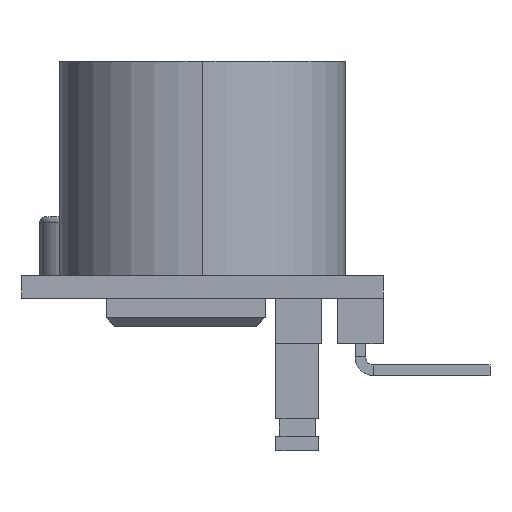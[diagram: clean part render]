
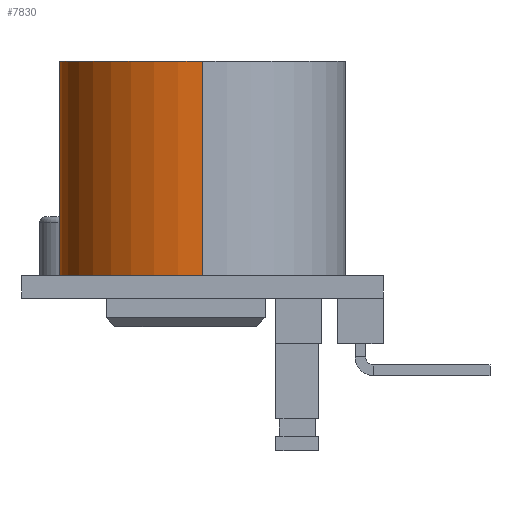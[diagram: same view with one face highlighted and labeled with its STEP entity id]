
A CAD part, left-side view. The second image highlights one B-rep face of the part: STEP entity #7830.
In plain terms, the highlighted cylindrical face has radius 8 mm (diameter 16 mm), a partial arc.
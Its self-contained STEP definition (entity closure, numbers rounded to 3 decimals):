
#942 = CYLINDRICAL_SURFACE ( 'NONE', #20812, 8. ) ;
#1088 = ORIENTED_EDGE ( 'NONE', *, *, #13113, .T. ) ;
#1649 = DIRECTION ( 'NONE',  ( 0., 0., 1. ) ) ;
#2914 = FACE_OUTER_BOUND ( 'NONE', #27033, .T. ) ;
#3544 = CIRCLE ( 'NONE', #5377, 8. ) ;
#3706 = ORIENTED_EDGE ( 'NONE', *, *, #14127, .F. ) ;
#3978 = AXIS2_PLACEMENT_3D ( 'NONE', #25158, #14047, #5667 ) ;
#3983 = LINE ( 'NONE', #17535, #20693 ) ;
#4831 = VERTEX_POINT ( 'NONE', #18429 ) ;
#5377 = AXIS2_PLACEMENT_3D ( 'NONE', #16937, #1649, #23769 ) ;
#5667 = DIRECTION ( 'NONE',  ( 1., 0., 0. ) ) ;
#7830 = ADVANCED_FACE ( 'NONE', ( #2914 ), #942, .T. ) ;
#9210 = ORIENTED_EDGE ( 'NONE', *, *, #23007, .F. ) ;
#10190 = ORIENTED_EDGE ( 'NONE', *, *, #26081, .T. ) ;
#10370 = CIRCLE ( 'NONE', #3978, 8. ) ;
#12326 = CARTESIAN_POINT ( 'NONE',  ( -11.5, 0., 12. ) ) ;
#12958 = CARTESIAN_POINT ( 'NONE',  ( -3.5, 0., 12. ) ) ;
#13113 = EDGE_CURVE ( 'NONE', #4831, #16616, #3544, .T. ) ;
#14047 = DIRECTION ( 'NONE',  ( 0., 0., 1. ) ) ;
#14127 = EDGE_CURVE ( 'NONE', #25443, #22036, #10370, .T. ) ;
#14465 = DIRECTION ( 'NONE',  ( -1., 0., 0. ) ) ;
#14843 = VECTOR ( 'NONE', #17672, 1000. ) ;
#15489 = CARTESIAN_POINT ( 'NONE',  ( -19.5, 0., 0. ) ) ;
#15556 = LINE ( 'NONE', #12958, #14843 ) ;
#16616 = VERTEX_POINT ( 'NONE', #15489 ) ;
#16937 = CARTESIAN_POINT ( 'NONE',  ( -11.5, 0., 0. ) ) ;
#17267 = DIRECTION ( 'NONE',  ( 0., 0., -1. ) ) ;
#17535 = CARTESIAN_POINT ( 'NONE',  ( -19.5, 0., 12. ) ) ;
#17672 = DIRECTION ( 'NONE',  ( 0., 0., -1. ) ) ;
#18429 = CARTESIAN_POINT ( 'NONE',  ( -3.5, 0., 0. ) ) ;
#20693 = VECTOR ( 'NONE', #17267, 1000. ) ;
#20812 = AXIS2_PLACEMENT_3D ( 'NONE', #12326, #27331, #14465 ) ;
#22036 = VERTEX_POINT ( 'NONE', #23009 ) ;
#22886 = CARTESIAN_POINT ( 'NONE',  ( -3.5, 0., 12. ) ) ;
#23007 = EDGE_CURVE ( 'NONE', #22036, #16616, #3983, .T. ) ;
#23009 = CARTESIAN_POINT ( 'NONE',  ( -19.5, 0., 12. ) ) ;
#23769 = DIRECTION ( 'NONE',  ( 1., 0., 0. ) ) ;
#25158 = CARTESIAN_POINT ( 'NONE',  ( -11.5, 0., 12. ) ) ;
#25443 = VERTEX_POINT ( 'NONE', #22886 ) ;
#26081 = EDGE_CURVE ( 'NONE', #25443, #4831, #15556, .T. ) ;
#27033 = EDGE_LOOP ( 'NONE', ( #3706, #10190, #1088, #9210 ) ) ;
#27331 = DIRECTION ( 'NONE',  ( 0., 0., -1. ) ) ;
